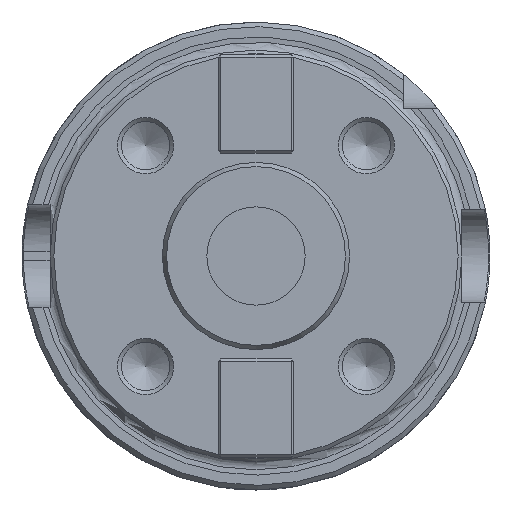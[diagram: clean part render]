
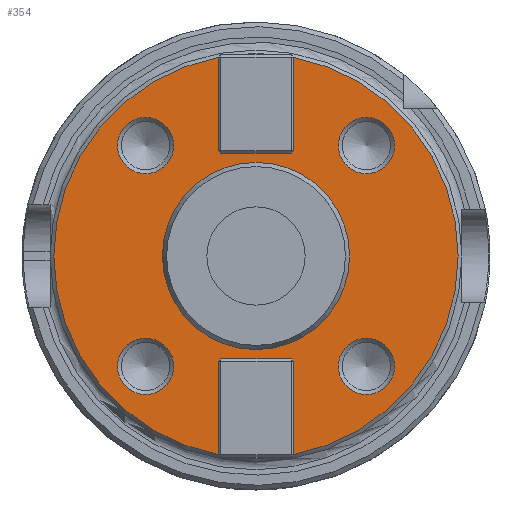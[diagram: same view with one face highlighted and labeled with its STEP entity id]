
A CAD part, left-side view. The second image highlights one B-rep face of the part: STEP entity #354.
In plain terms, the highlighted planar face has unit normal (-1, 0, 0).
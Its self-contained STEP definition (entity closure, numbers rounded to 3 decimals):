
#233=FACE_BOUND('',#672,.T.);
#234=FACE_BOUND('',#673,.T.);
#235=FACE_BOUND('',#674,.T.);
#236=FACE_BOUND('',#675,.T.);
#237=FACE_BOUND('',#676,.T.);
#238=FACE_BOUND('',#677,.T.);
#354=ADVANCED_FACE('',(#233,#234,#235,#236,#237,#238),#444,.F.);
#444=PLANE('',#2349);
#672=EDGE_LOOP('',(#1394));
#673=EDGE_LOOP('',(#1395));
#674=EDGE_LOOP('',(#1396));
#675=EDGE_LOOP('',(#1397));
#676=EDGE_LOOP('',(#1398));
#677=EDGE_LOOP('',(#1399,#1400,#1401,#1402,#1403,#1404,#1405,#1406,#1407,
#1408,#1409,#1410));
#809=LINE('',#4218,#934);
#810=LINE('',#4221,#935);
#811=LINE('',#4222,#936);
#812=LINE('',#4224,#937);
#813=LINE('',#4226,#938);
#814=LINE('',#4228,#939);
#815=LINE('',#4230,#940);
#816=LINE('',#4231,#941);
#817=LINE('',#4233,#942);
#818=LINE('',#4235,#943);
#934=VECTOR('',#2769,1.);
#935=VECTOR('',#2770,1.);
#936=VECTOR('',#2771,1.);
#937=VECTOR('',#2772,1.);
#938=VECTOR('',#2773,1.);
#939=VECTOR('',#2774,1.);
#940=VECTOR('',#2775,1.);
#941=VECTOR('',#2776,1.);
#942=VECTOR('',#2777,1.);
#943=VECTOR('',#2778,1.);
#1394=ORIENTED_EDGE('',*,*,#2027,.F.);
#1395=ORIENTED_EDGE('',*,*,#2028,.T.);
#1396=ORIENTED_EDGE('',*,*,#2029,.T.);
#1397=ORIENTED_EDGE('',*,*,#2030,.T.);
#1398=ORIENTED_EDGE('',*,*,#2031,.T.);
#1399=ORIENTED_EDGE('',*,*,#2032,.T.);
#1400=ORIENTED_EDGE('',*,*,#2033,.T.);
#1401=ORIENTED_EDGE('',*,*,#2025,.T.);
#1402=ORIENTED_EDGE('',*,*,#2034,.T.);
#1403=ORIENTED_EDGE('',*,*,#2035,.T.);
#1404=ORIENTED_EDGE('',*,*,#2036,.T.);
#1405=ORIENTED_EDGE('',*,*,#2037,.T.);
#1406=ORIENTED_EDGE('',*,*,#2038,.T.);
#1407=ORIENTED_EDGE('',*,*,#2018,.T.);
#1408=ORIENTED_EDGE('',*,*,#2039,.T.);
#1409=ORIENTED_EDGE('',*,*,#2040,.T.);
#1410=ORIENTED_EDGE('',*,*,#2041,.T.);
#1750=VERTEX_POINT('',#4169);
#1751=VERTEX_POINT('',#4171);
#1756=VERTEX_POINT('',#4200);
#1757=VERTEX_POINT('',#4202);
#1758=VERTEX_POINT('',#4209);
#1759=VERTEX_POINT('',#4211);
#1760=VERTEX_POINT('',#4213);
#1761=VERTEX_POINT('',#4215);
#1762=VERTEX_POINT('',#4217);
#1763=VERTEX_POINT('',#4219);
#1764=VERTEX_POINT('',#4220);
#1765=VERTEX_POINT('',#4223);
#1766=VERTEX_POINT('',#4225);
#1767=VERTEX_POINT('',#4227);
#1768=VERTEX_POINT('',#4229);
#1769=VERTEX_POINT('',#4232);
#1770=VERTEX_POINT('',#4234);
#2018=EDGE_CURVE('',#1751,#1750,#2174,.T.);
#2025=EDGE_CURVE('',#1757,#1756,#2175,.T.);
#2027=EDGE_CURVE('',#1758,#1758,#2176,.T.);
#2028=EDGE_CURVE('',#1759,#1759,#2177,.T.);
#2029=EDGE_CURVE('',#1760,#1760,#2178,.T.);
#2030=EDGE_CURVE('',#1761,#1761,#2179,.T.);
#2031=EDGE_CURVE('',#1762,#1762,#2180,.T.);
#2032=EDGE_CURVE('',#1763,#1764,#809,.T.);
#2033=EDGE_CURVE('',#1764,#1757,#810,.T.);
#2034=EDGE_CURVE('',#1756,#1765,#811,.T.);
#2035=EDGE_CURVE('',#1765,#1766,#812,.T.);
#2036=EDGE_CURVE('',#1766,#1767,#813,.T.);
#2037=EDGE_CURVE('',#1767,#1768,#814,.T.);
#2038=EDGE_CURVE('',#1768,#1751,#815,.T.);
#2039=EDGE_CURVE('',#1750,#1769,#816,.T.);
#2040=EDGE_CURVE('',#1769,#1770,#817,.T.);
#2041=EDGE_CURVE('',#1770,#1763,#818,.T.);
#2174=CIRCLE('',#2341,43.2);
#2175=CIRCLE('',#2342,43.2);
#2176=CIRCLE('',#2344,20.);
#2177=CIRCLE('',#2345,6.);
#2178=CIRCLE('',#2346,6.);
#2179=CIRCLE('',#2347,6.);
#2180=CIRCLE('',#2348,6.);
#2341=AXIS2_PLACEMENT_3D('',#4170,#2753,#2754);
#2342=AXIS2_PLACEMENT_3D('',#4201,#2755,#2756);
#2344=AXIS2_PLACEMENT_3D('',#4208,#2759,#2760);
#2345=AXIS2_PLACEMENT_3D('',#4210,#2761,#2762);
#2346=AXIS2_PLACEMENT_3D('',#4212,#2763,#2764);
#2347=AXIS2_PLACEMENT_3D('',#4214,#2765,#2766);
#2348=AXIS2_PLACEMENT_3D('',#4216,#2767,#2768);
#2349=AXIS2_PLACEMENT_3D('',#4236,#2779,#2780);
#2753=DIRECTION('',(-1.,0.,0.));
#2754=DIRECTION('',(0.,0.,-1.));
#2755=DIRECTION('',(-1.,0.,0.));
#2756=DIRECTION('',(0.,0.,-1.));
#2759=DIRECTION('',(-1.,0.,0.));
#2760=DIRECTION('',(0.,0.,-1.));
#2761=DIRECTION('',(1.,0.,0.));
#2762=DIRECTION('',(0.,0.,-1.));
#2763=DIRECTION('',(1.,0.,0.));
#2764=DIRECTION('',(0.,0.,-1.));
#2765=DIRECTION('',(1.,0.,0.));
#2766=DIRECTION('',(0.,0.,-1.));
#2767=DIRECTION('',(1.,0.,0.));
#2768=DIRECTION('',(0.,0.,-1.));
#2769=DIRECTION('',(0.,-0.707,-0.707));
#2770=DIRECTION('',(0.,0.,-1.));
#2771=DIRECTION('',(0.,0.,-1.));
#2772=DIRECTION('',(0.,0.707,-0.707));
#2773=DIRECTION('',(0.,1.,0.));
#2774=DIRECTION('',(0.,0.707,0.707));
#2775=DIRECTION('',(0.,0.,1.));
#2776=DIRECTION('',(0.,0.,1.));
#2777=DIRECTION('',(0.,-0.707,0.707));
#2778=DIRECTION('',(0.,-1.,0.));
#2779=DIRECTION('',(1.,0.,0.));
#2780=DIRECTION('',(0.,0.,-1.));
#4169=CARTESIAN_POINT('',(27.,8.,-42.453));
#4170=CARTESIAN_POINT('',(27.,0.,0.));
#4171=CARTESIAN_POINT('',(27.,8.,42.453));
#4200=CARTESIAN_POINT('',(27.,-8.,42.453));
#4201=CARTESIAN_POINT('',(27.,0.,0.));
#4202=CARTESIAN_POINT('',(27.,-8.,-42.453));
#4208=CARTESIAN_POINT('',(27.,0.,0.));
#4209=CARTESIAN_POINT('',(27.,0.,-20.));
#4210=CARTESIAN_POINT('',(27.,23.582,-23.582));
#4211=CARTESIAN_POINT('',(27.,23.582,-29.582));
#4212=CARTESIAN_POINT('',(27.,-23.582,23.582));
#4213=CARTESIAN_POINT('',(27.,-23.582,17.582));
#4214=CARTESIAN_POINT('',(27.,-23.582,-23.582));
#4215=CARTESIAN_POINT('',(27.,-23.582,-29.582));
#4216=CARTESIAN_POINT('',(27.,23.582,23.582));
#4217=CARTESIAN_POINT('',(27.,23.582,17.582));
#4218=CARTESIAN_POINT('',(27.,18.137,3.637));
#4219=CARTESIAN_POINT('',(27.,-7.5,-22.));
#4220=CARTESIAN_POINT('',(27.,-8.,-22.5));
#4221=CARTESIAN_POINT('',(27.,-8.,21.775));
#4222=CARTESIAN_POINT('',(27.,-8.,21.775));
#4223=CARTESIAN_POINT('',(27.,-8.,22.5));
#4224=CARTESIAN_POINT('',(27.,-3.637,18.137));
#4225=CARTESIAN_POINT('',(27.,-7.5,22.));
#4226=CARTESIAN_POINT('',(27.,0.,22.));
#4227=CARTESIAN_POINT('',(27.,7.5,22.));
#4228=CARTESIAN_POINT('',(27.,3.637,18.137));
#4229=CARTESIAN_POINT('',(27.,8.,22.5));
#4230=CARTESIAN_POINT('',(27.,8.,21.775));
#4231=CARTESIAN_POINT('',(27.,8.,21.775));
#4232=CARTESIAN_POINT('',(27.,8.,-22.5));
#4233=CARTESIAN_POINT('',(27.,-18.137,3.637));
#4234=CARTESIAN_POINT('',(27.,7.5,-22.));
#4235=CARTESIAN_POINT('',(27.,0.,-22.));
#4236=CARTESIAN_POINT('',(27.,0.,21.775));
